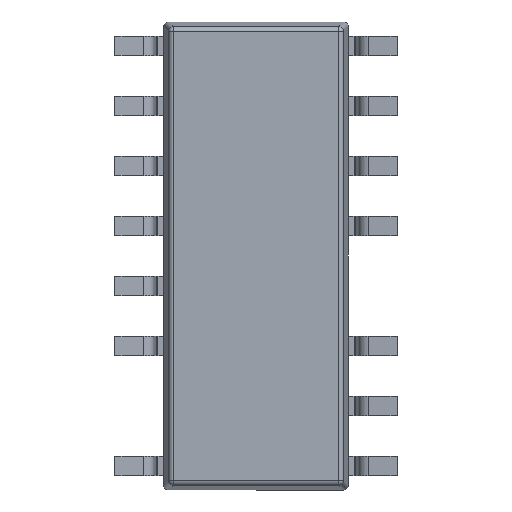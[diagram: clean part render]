
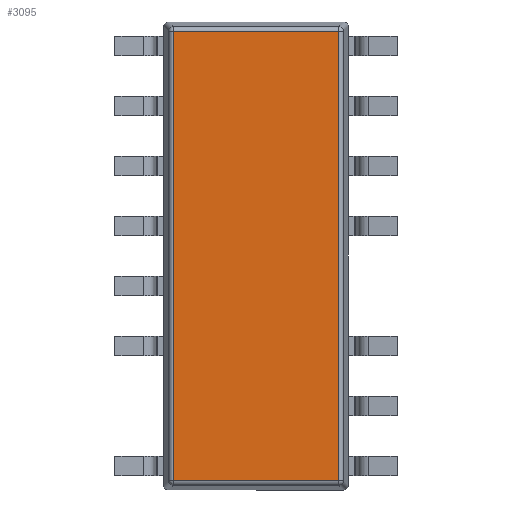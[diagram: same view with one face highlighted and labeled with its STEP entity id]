
A CAD part, front view. The second image highlights one B-rep face of the part: STEP entity #3095.
In plain terms, the highlighted planar face has unit normal (0, -1, 0).
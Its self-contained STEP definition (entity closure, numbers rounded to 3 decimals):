
#26 = EDGE_CURVE ( 'NONE', #2787, #1634, #1014, .T. ) ;
#188 = DIRECTION ( 'NONE',  ( 1., 0., 0. ) ) ;
#500 = EDGE_CURVE ( 'NONE', #1634, #5329, #7043, .T. ) ;
#911 = DIRECTION ( 'NONE',  ( 0., 0., -1. ) ) ;
#984 = CARTESIAN_POINT ( 'NONE',  ( -1.835, 0.25, 4.751 ) ) ;
#1014 = LINE ( 'NONE', #2153, #6917 ) ;
#1634 = VERTEX_POINT ( 'NONE', #5464 ) ;
#1886 = DIRECTION ( 'NONE',  ( 0., 0., 1. ) ) ;
#2043 = LINE ( 'NONE', #984, #5986 ) ;
#2153 = CARTESIAN_POINT ( 'NONE',  ( -1.751, 0.25, -4.835 ) ) ;
#2378 = CARTESIAN_POINT ( 'NONE',  ( 1.751, 0.25, 4.751 ) ) ;
#2390 = ORIENTED_EDGE ( 'NONE', *, *, #26, .T. ) ;
#2401 = FACE_OUTER_BOUND ( 'NONE', #5198, .T. ) ;
#2472 = CARTESIAN_POINT ( 'NONE',  ( 1.751, 0.25, -4.751 ) ) ;
#2546 = EDGE_CURVE ( 'NONE', #5329, #5520, #2927, .T. ) ;
#2735 = ORIENTED_EDGE ( 'NONE', *, *, #2546, .T. ) ;
#2787 = VERTEX_POINT ( 'NONE', #5134 ) ;
#2927 = LINE ( 'NONE', #7018, #6862 ) ;
#2987 = ORIENTED_EDGE ( 'NONE', *, *, #500, .T. ) ;
#3095 = ADVANCED_FACE ( 'NONE', ( #2401 ), #4699, .T. ) ;
#3178 = VECTOR ( 'NONE', #188, 1000. ) ;
#3485 = EDGE_CURVE ( 'NONE', #5520, #2787, #2043, .T. ) ;
#3601 = CARTESIAN_POINT ( 'NONE',  ( 1.835, 0.25, -4.751 ) ) ;
#4418 = DIRECTION ( 'NONE',  ( -1., 0., 0. ) ) ;
#4430 = DIRECTION ( 'NONE',  ( 0., -1., 0. ) ) ;
#4575 = AXIS2_PLACEMENT_3D ( 'NONE', #6090, #4430, #911 ) ;
#4699 = PLANE ( 'NONE',  #4575 ) ;
#5134 = CARTESIAN_POINT ( 'NONE',  ( -1.751, 0.25, 4.751 ) ) ;
#5198 = EDGE_LOOP ( 'NONE', ( #7452, #2390, #2987, #2735 ) ) ;
#5329 = VERTEX_POINT ( 'NONE', #2472 ) ;
#5464 = CARTESIAN_POINT ( 'NONE',  ( -1.751, 0.25, -4.751 ) ) ;
#5520 = VERTEX_POINT ( 'NONE', #2378 ) ;
#5986 = VECTOR ( 'NONE', #4418, 1000. ) ;
#6090 = CARTESIAN_POINT ( 'NONE',  ( 0., 0.25, 0. ) ) ;
#6147 = DIRECTION ( 'NONE',  ( 0., 0., -1. ) ) ;
#6862 = VECTOR ( 'NONE', #1886, 1000. ) ;
#6917 = VECTOR ( 'NONE', #6147, 1000. ) ;
#7018 = CARTESIAN_POINT ( 'NONE',  ( 1.751, 0.25, 4.835 ) ) ;
#7043 = LINE ( 'NONE', #3601, #3178 ) ;
#7452 = ORIENTED_EDGE ( 'NONE', *, *, #3485, .T. ) ;
